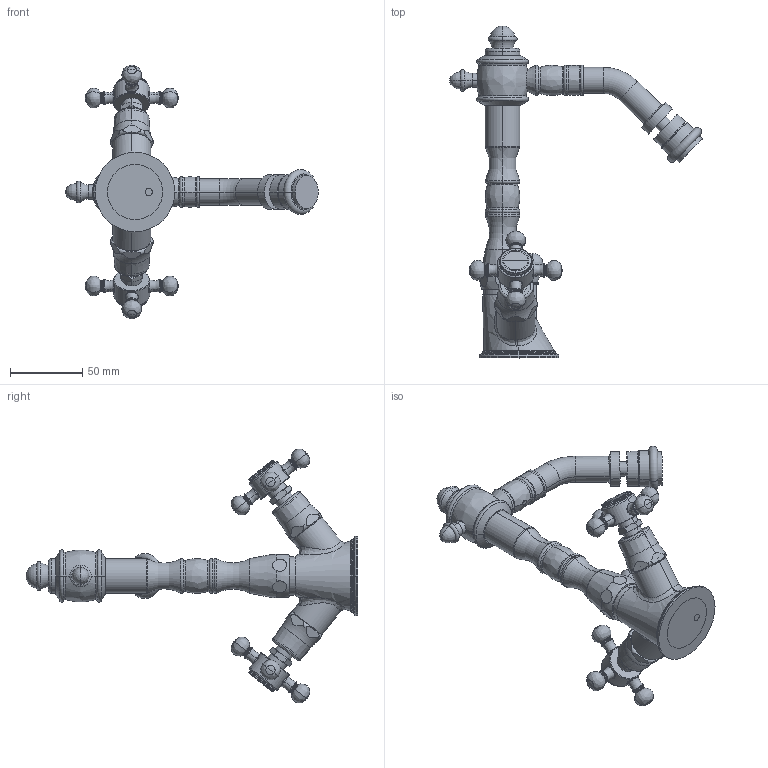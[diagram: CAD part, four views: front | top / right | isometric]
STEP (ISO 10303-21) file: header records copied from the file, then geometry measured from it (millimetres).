
FILE_DESCRIPTION((''),'2;1');
FILE_NAME('FBLV135CR','2021-11-11T08:59:00',('ut3'),('PAFFONI SpA'),'CREO PARAMETRIC BY PTC INC, 2020044','CREO PARAMETRIC BY PTC INC, 2020044','');
FILE_SCHEMA(('CONFIG_CONTROL_DESIGN','SHAPE_APPEARANCE_LAYERS_GROUPS'));
Products named in the file (1): FBLV135CR
Bounding box: 174.66 x 229.4 x 175.44 mm (x, y, z)
Volume: 227532.9 mm3; surface area: 70922.7 mm2
Topology: 4 solids, 4 shells, 1353 faces, 3491 edges, 2177 vertices
Faces by surface type: plane 581, cylinder 406, torus 162, cone 138, bspline 40, sphere 24, revolution 2
Entity records: 60086 total; most frequent: CARTESIAN_POINT 17135, ORIENTED_EDGE 6914, DIRECTION 6732, EDGE_CURVE 3457, AXIS2_PLACEMENT_3D 2645, VERTEX_POINT 2177, FILL_AREA_STYLE_COLOUR 1563, FILL_AREA_STYLE 1563
